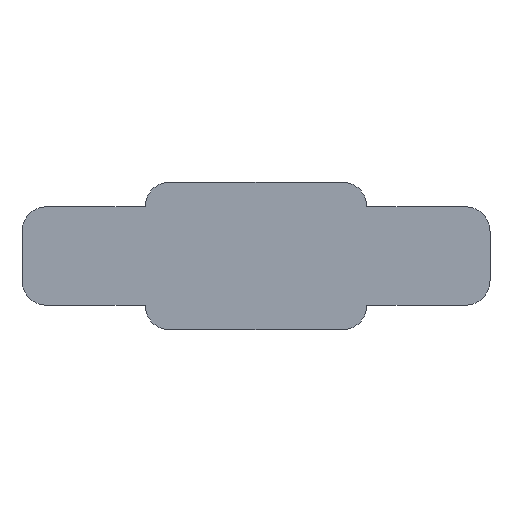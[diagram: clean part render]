
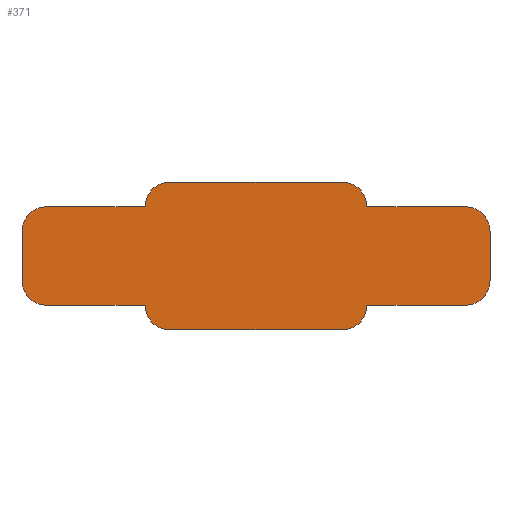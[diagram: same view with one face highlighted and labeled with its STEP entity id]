
A CAD part, left-side view. The second image highlights one B-rep face of the part: STEP entity #371.
In plain terms, the highlighted planar face has unit normal (-1, 0, 0).
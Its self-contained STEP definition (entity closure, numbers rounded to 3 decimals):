
#20=PLANE('',#407);
#31=FACE_OUTER_BOUND('',#51,.T.);
#51=EDGE_LOOP('',(#259,#260,#261,#262,#263,#264,#265,#266,#267,#268,#269,
#270,#271,#272,#273,#274));
#75=LINE('',#571,#109);
#78=LINE('',#577,#112);
#79=LINE('',#581,#113);
#80=LINE('',#585,#114);
#81=LINE('',#589,#115);
#82=LINE('',#593,#116);
#83=LINE('',#597,#117);
#84=LINE('',#601,#118);
#109=VECTOR('',#455,10.);
#112=VECTOR('',#460,10.);
#113=VECTOR('',#463,10.);
#114=VECTOR('',#466,10.);
#115=VECTOR('',#469,10.);
#116=VECTOR('',#472,10.);
#117=VECTOR('',#475,10.);
#118=VECTOR('',#478,10.);
#142=CIRCLE('',#405,50.);
#143=CIRCLE('',#408,50.);
#144=CIRCLE('',#409,50.);
#145=CIRCLE('',#410,50.);
#146=CIRCLE('',#411,50.);
#147=CIRCLE('',#412,50.);
#148=CIRCLE('',#413,50.);
#149=CIRCLE('',#414,50.);
#163=VERTEX_POINT('',#564);
#164=VERTEX_POINT('',#566);
#165=VERTEX_POINT('',#570);
#167=VERTEX_POINT('',#576);
#168=VERTEX_POINT('',#578);
#169=VERTEX_POINT('',#580);
#170=VERTEX_POINT('',#582);
#171=VERTEX_POINT('',#584);
#172=VERTEX_POINT('',#586);
#173=VERTEX_POINT('',#588);
#174=VERTEX_POINT('',#590);
#175=VERTEX_POINT('',#592);
#176=VERTEX_POINT('',#594);
#177=VERTEX_POINT('',#596);
#178=VERTEX_POINT('',#598);
#179=VERTEX_POINT('',#600);
#199=EDGE_CURVE('',#163,#164,#142,.T.);
#201=EDGE_CURVE('',#165,#164,#75,.T.);
#204=EDGE_CURVE('',#163,#167,#78,.T.);
#205=EDGE_CURVE('',#168,#167,#143,.T.);
#206=EDGE_CURVE('',#168,#169,#79,.T.);
#207=EDGE_CURVE('',#170,#169,#144,.T.);
#208=EDGE_CURVE('',#170,#171,#80,.T.);
#209=EDGE_CURVE('',#172,#171,#145,.T.);
#210=EDGE_CURVE('',#172,#173,#81,.T.);
#211=EDGE_CURVE('',#174,#173,#146,.T.);
#212=EDGE_CURVE('',#174,#175,#82,.T.);
#213=EDGE_CURVE('',#176,#175,#147,.T.);
#214=EDGE_CURVE('',#176,#177,#83,.T.);
#215=EDGE_CURVE('',#178,#177,#148,.T.);
#216=EDGE_CURVE('',#178,#179,#84,.T.);
#217=EDGE_CURVE('',#165,#179,#149,.T.);
#259=ORIENTED_EDGE('',*,*,#199,.F.);
#260=ORIENTED_EDGE('',*,*,#204,.T.);
#261=ORIENTED_EDGE('',*,*,#205,.F.);
#262=ORIENTED_EDGE('',*,*,#206,.T.);
#263=ORIENTED_EDGE('',*,*,#207,.F.);
#264=ORIENTED_EDGE('',*,*,#208,.T.);
#265=ORIENTED_EDGE('',*,*,#209,.F.);
#266=ORIENTED_EDGE('',*,*,#210,.T.);
#267=ORIENTED_EDGE('',*,*,#211,.F.);
#268=ORIENTED_EDGE('',*,*,#212,.T.);
#269=ORIENTED_EDGE('',*,*,#213,.F.);
#270=ORIENTED_EDGE('',*,*,#214,.T.);
#271=ORIENTED_EDGE('',*,*,#215,.F.);
#272=ORIENTED_EDGE('',*,*,#216,.T.);
#273=ORIENTED_EDGE('',*,*,#217,.F.);
#274=ORIENTED_EDGE('',*,*,#201,.T.);
#371=ADVANCED_FACE('',(#31),#20,.T.);
#405=AXIS2_PLACEMENT_3D('',#567,#450,#451);
#407=AXIS2_PLACEMENT_3D('',#575,#458,#459);
#408=AXIS2_PLACEMENT_3D('',#579,#461,#462);
#409=AXIS2_PLACEMENT_3D('',#583,#464,#465);
#410=AXIS2_PLACEMENT_3D('',#587,#467,#468);
#411=AXIS2_PLACEMENT_3D('',#591,#470,#471);
#412=AXIS2_PLACEMENT_3D('',#595,#473,#474);
#413=AXIS2_PLACEMENT_3D('',#599,#476,#477);
#414=AXIS2_PLACEMENT_3D('',#602,#479,#480);
#450=DIRECTION('center_axis',(1.,0.,0.));
#451=DIRECTION('ref_axis',(0.,0.707,0.707));
#455=DIRECTION('',(0.,1.,0.));
#458=DIRECTION('center_axis',(-1.,0.,0.));
#459=DIRECTION('ref_axis',(0.,0.,1.));
#460=DIRECTION('',(0.,1.,0.));
#461=DIRECTION('center_axis',(1.,0.,0.));
#462=DIRECTION('ref_axis',(0.,0.707,0.707));
#463=DIRECTION('',(0.,0.,-1.));
#464=DIRECTION('center_axis',(1.,0.,0.));
#465=DIRECTION('ref_axis',(0.,0.707,-0.707));
#466=DIRECTION('',(0.,-1.,0.));
#467=DIRECTION('center_axis',(1.,0.,0.));
#468=DIRECTION('ref_axis',(0.,0.707,-0.707));
#469=DIRECTION('',(0.,-1.,0.));
#470=DIRECTION('center_axis',(1.,0.,0.));
#471=DIRECTION('ref_axis',(0.,-0.707,-0.707));
#472=DIRECTION('',(0.,-1.,0.));
#473=DIRECTION('center_axis',(1.,0.,0.));
#474=DIRECTION('ref_axis',(0.,-0.707,-0.707));
#475=DIRECTION('',(0.,0.,1.));
#476=DIRECTION('center_axis',(1.,0.,0.));
#477=DIRECTION('ref_axis',(0.,-0.707,0.707));
#478=DIRECTION('',(0.,1.,0.));
#479=DIRECTION('center_axis',(1.,0.,0.));
#480=DIRECTION('ref_axis',(0.,-0.707,0.707));
#564=CARTESIAN_POINT('',(-100.,400.,250.));
#566=CARTESIAN_POINT('',(-100.,350.,300.));
#567=CARTESIAN_POINT('Origin',(-100.,350.,250.));
#570=CARTESIAN_POINT('',(-100.,0.,300.));
#571=CARTESIAN_POINT('',(-100.,-50.,300.));
#575=CARTESIAN_POINT('Origin',(-100.,175.,150.));
#576=CARTESIAN_POINT('',(-100.,600.,250.));
#577=CARTESIAN_POINT('',(-100.,400.,250.));
#578=CARTESIAN_POINT('',(-100.,650.,200.));
#579=CARTESIAN_POINT('Origin',(-100.,600.,200.));
#580=CARTESIAN_POINT('',(-100.,650.,100.));
#581=CARTESIAN_POINT('',(-100.,650.,250.));
#582=CARTESIAN_POINT('',(-100.,600.,50.));
#583=CARTESIAN_POINT('Origin',(-100.,600.,100.));
#584=CARTESIAN_POINT('',(-100.,400.,50.));
#585=CARTESIAN_POINT('',(-100.,500.,50.));
#586=CARTESIAN_POINT('',(-100.,350.,0.));
#587=CARTESIAN_POINT('Origin',(-100.,350.,50.));
#588=CARTESIAN_POINT('',(-100.,0.,0.));
#589=CARTESIAN_POINT('',(-100.,0.,0.));
#590=CARTESIAN_POINT('',(-100.,-50.,50.));
#591=CARTESIAN_POINT('Origin',(-100.,0.,50.));
#592=CARTESIAN_POINT('',(-100.,-250.,50.));
#593=CARTESIAN_POINT('',(-100.,-300.,50.));
#594=CARTESIAN_POINT('',(-100.,-300.,100.));
#595=CARTESIAN_POINT('Origin',(-100.,-250.,100.));
#596=CARTESIAN_POINT('',(-100.,-300.,200.));
#597=CARTESIAN_POINT('',(-100.,-300.,150.));
#598=CARTESIAN_POINT('',(-100.,-250.,250.));
#599=CARTESIAN_POINT('Origin',(-100.,-250.,200.));
#600=CARTESIAN_POINT('',(-100.,-50.,250.));
#601=CARTESIAN_POINT('',(-100.,-300.,250.));
#602=CARTESIAN_POINT('Origin',(-100.,0.,250.));
